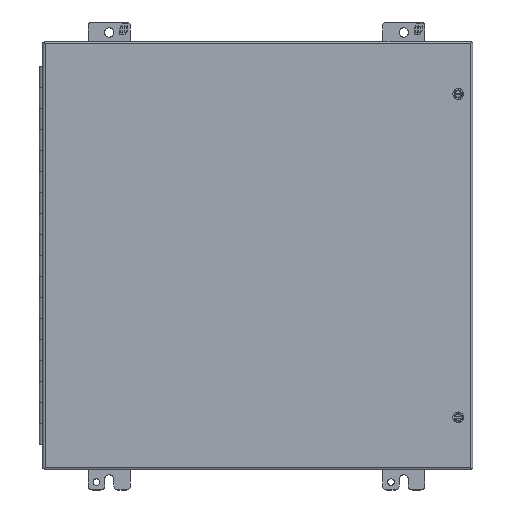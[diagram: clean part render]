
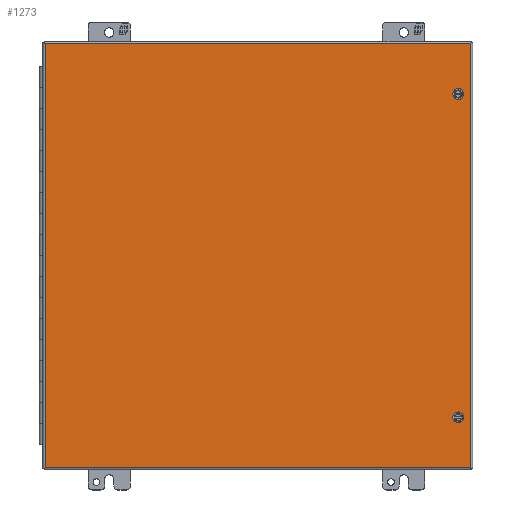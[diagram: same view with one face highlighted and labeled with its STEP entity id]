
A CAD part, top view. The second image highlights one B-rep face of the part: STEP entity #1273.
In plain terms, the highlighted planar face has unit normal (0, 0, 1).
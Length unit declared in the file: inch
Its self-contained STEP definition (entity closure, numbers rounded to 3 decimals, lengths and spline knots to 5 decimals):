
#48 = CARTESIAN_POINT ( 'NONE',  ( 10.16998, -10.0795, 9.172 ) ) ;
#102 = VECTOR ( 'NONE', #9419, 39.37008 ) ;
#1273 = ADVANCED_FACE ( 'NONE', ( #4015, #13799, #4979 ), #24171, .T. ) ;
#1360 = EDGE_LOOP ( 'NONE', ( #9360, #12817 ) ) ;
#1418 = AXIS2_PLACEMENT_3D ( 'NONE', #19780, #17689, #13667 ) ;
#1531 = EDGE_CURVE ( 'NONE', #6536, #7282, #9212, .T. ) ;
#1562 = ORIENTED_EDGE ( 'NONE', *, *, #21254, .T. ) ;
#1979 = DIRECTION ( 'NONE',  ( 0., 1., 0. ) ) ;
#3040 = VERTEX_POINT ( 'NONE', #12473 ) ;
#3921 = CIRCLE ( 'NONE', #13854, 0.133 ) ;
#3985 = VERTEX_POINT ( 'NONE', #18275 ) ;
#4015 = FACE_OUTER_BOUND ( 'NONE', #7687, .T. ) ;
#4027 = EDGE_CURVE ( 'NONE', #7282, #6536, #19509, .T. ) ;
#4035 = VERTEX_POINT ( 'NONE', #15985 ) ;
#4047 = DIRECTION ( 'NONE',  ( 0., 0., -1. ) ) ;
#4744 = CARTESIAN_POINT ( 'NONE',  ( 10.16998, 10.0795, 9.172 ) ) ;
#4979 = FACE_BOUND ( 'NONE', #1360, .T. ) ;
#5170 = EDGE_CURVE ( 'NONE', #20045, #26806, #3921, .T. ) ;
#5650 = AXIS2_PLACEMENT_3D ( 'NONE', #16341, #22412, #22672 ) ;
#5675 = ORIENTED_EDGE ( 'NONE', *, *, #4027, .T. ) ;
#5682 = ORIENTED_EDGE ( 'NONE', *, *, #20992, .T. ) ;
#5760 = AXIS2_PLACEMENT_3D ( 'NONE', #10422, #20683, #8255 ) ;
#6033 = DIRECTION ( 'NONE',  ( -1., 0., 0. ) ) ;
#6059 = AXIS2_PLACEMENT_3D ( 'NONE', #12801, #18650, #20779 ) ;
#6219 = DIRECTION ( 'NONE',  ( 0., -1., 0. ) ) ;
#6536 = VERTEX_POINT ( 'NONE', #8545 ) ;
#6821 = VECTOR ( 'NONE', #6033, 39.37008 ) ;
#7282 = VERTEX_POINT ( 'NONE', #9876 ) ;
#7466 = LINE ( 'NONE', #12288, #6821 ) ;
#7687 = EDGE_LOOP ( 'NONE', ( #1562, #7934, #10777, #5682 ) ) ;
#7934 = ORIENTED_EDGE ( 'NONE', *, *, #17601, .T. ) ;
#8255 = DIRECTION ( 'NONE',  ( 0., -1., 0. ) ) ;
#8431 = EDGE_CURVE ( 'NONE', #26806, #20045, #10253, .T. ) ;
#8545 = CARTESIAN_POINT ( 'NONE',  ( 9.58998, 7.5535, 9.172 ) ) ;
#9212 = CIRCLE ( 'NONE', #5760, 0.133 ) ;
#9360 = ORIENTED_EDGE ( 'NONE', *, *, #8431, .T. ) ;
#9419 = DIRECTION ( 'NONE',  ( 1., 0., 0. ) ) ;
#9876 = CARTESIAN_POINT ( 'NONE',  ( 9.58998, 7.8195, 9.172 ) ) ;
#10253 = CIRCLE ( 'NONE', #6059, 0.133 ) ;
#10422 = CARTESIAN_POINT ( 'NONE',  ( 9.58998, 7.6865, 9.172 ) ) ;
#10777 = ORIENTED_EDGE ( 'NONE', *, *, #21852, .T. ) ;
#11863 = CARTESIAN_POINT ( 'NONE',  ( -10.05202, -10.0795, 9.172 ) ) ;
#12288 = CARTESIAN_POINT ( 'NONE',  ( -10.05202, 10.0795, 9.172 ) ) ;
#12473 = CARTESIAN_POINT ( 'NONE',  ( 10.16998, -10.0795, 9.172 ) ) ;
#12512 = VECTOR ( 'NONE', #1979, 39.37008 ) ;
#12688 = CARTESIAN_POINT ( 'NONE',  ( 9.58998, -7.6865, 9.172 ) ) ;
#12801 = CARTESIAN_POINT ( 'NONE',  ( 9.58998, -7.6865, 9.172 ) ) ;
#12817 = ORIENTED_EDGE ( 'NONE', *, *, #5170, .T. ) ;
#13125 = LINE ( 'NONE', #11863, #17370 ) ;
#13528 = ORIENTED_EDGE ( 'NONE', *, *, #1531, .T. ) ;
#13667 = DIRECTION ( 'NONE',  ( 0., -1., 0. ) ) ;
#13799 = FACE_BOUND ( 'NONE', #19316, .T. ) ;
#13854 = AXIS2_PLACEMENT_3D ( 'NONE', #12688, #4047, #25136 ) ;
#15985 = CARTESIAN_POINT ( 'NONE',  ( -10.05202, -10.0795, 9.172 ) ) ;
#16341 = CARTESIAN_POINT ( 'NONE',  ( 9.58998, 7.6865, 9.172 ) ) ;
#16718 = LINE ( 'NONE', #24218, #102 ) ;
#17370 = VECTOR ( 'NONE', #6219, 39.37008 ) ;
#17601 = EDGE_CURVE ( 'NONE', #17899, #3985, #7466, .T. ) ;
#17689 = DIRECTION ( 'NONE',  ( 0., 0., 1. ) ) ;
#17899 = VERTEX_POINT ( 'NONE', #4744 ) ;
#18275 = CARTESIAN_POINT ( 'NONE',  ( -10.05202, 10.0795, 9.172 ) ) ;
#18419 = CARTESIAN_POINT ( 'NONE',  ( 9.58998, -7.5535, 9.172 ) ) ;
#18650 = DIRECTION ( 'NONE',  ( 0., 0., -1. ) ) ;
#19316 = EDGE_LOOP ( 'NONE', ( #13528, #5675 ) ) ;
#19509 = CIRCLE ( 'NONE', #5650, 0.133 ) ;
#19780 = CARTESIAN_POINT ( 'NONE',  ( -10.05202, -10.0795, 9.172 ) ) ;
#20045 = VERTEX_POINT ( 'NONE', #18419 ) ;
#20683 = DIRECTION ( 'NONE',  ( 0., 0., -1. ) ) ;
#20779 = DIRECTION ( 'NONE',  ( 0., -1., 0. ) ) ;
#20992 = EDGE_CURVE ( 'NONE', #4035, #3040, #16718, .T. ) ;
#21254 = EDGE_CURVE ( 'NONE', #3040, #17899, #26567, .T. ) ;
#21852 = EDGE_CURVE ( 'NONE', #3985, #4035, #13125, .T. ) ;
#22412 = DIRECTION ( 'NONE',  ( 0., 0., -1. ) ) ;
#22672 = DIRECTION ( 'NONE',  ( 0., -1., 0. ) ) ;
#24171 = PLANE ( 'NONE',  #1418 ) ;
#24218 = CARTESIAN_POINT ( 'NONE',  ( -10.05202, -10.0795, 9.172 ) ) ;
#25136 = DIRECTION ( 'NONE',  ( 0., -1., 0. ) ) ;
#26567 = LINE ( 'NONE', #48, #12512 ) ;
#26806 = VERTEX_POINT ( 'NONE', #26832 ) ;
#26832 = CARTESIAN_POINT ( 'NONE',  ( 9.58998, -7.8195, 9.172 ) ) ;
